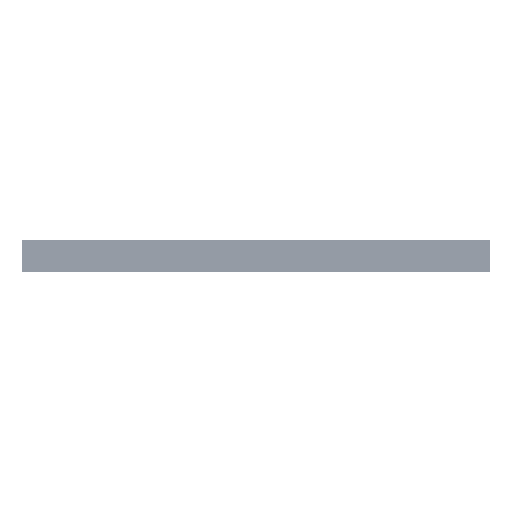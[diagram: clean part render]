
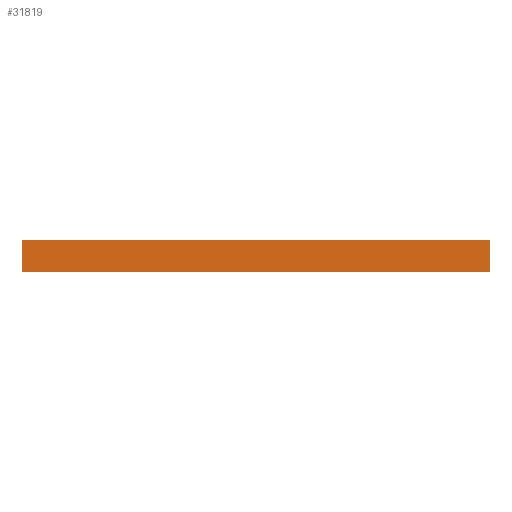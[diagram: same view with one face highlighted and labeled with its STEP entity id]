
A CAD part, left-side view. The second image highlights one B-rep face of the part: STEP entity #31819.
In plain terms, the highlighted planar face has unit normal (-1, 0, 0).
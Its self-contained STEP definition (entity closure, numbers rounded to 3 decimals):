
#2774=PLANE('',#35969);
#4160=FACE_OUTER_BOUND('',#6921,.T.);
#6921=EDGE_LOOP('',(#27670,#27671,#27672,#27673));
#9688=LINE('',#53926,#11087);
#9696=LINE('',#53941,#11095);
#9697=LINE('',#53943,#11096);
#9698=LINE('',#53944,#11097);
#11087=VECTOR('',#45624,10.);
#11095=VECTOR('',#45636,10.);
#11096=VECTOR('',#45639,10.);
#11097=VECTOR('',#45640,10.);
#16606=VERTEX_POINT('',#53922);
#16608=VERTEX_POINT('',#53925);
#16612=VERTEX_POINT('',#53937);
#16613=VERTEX_POINT('',#53939);
#20752=EDGE_CURVE('',#16606,#16608,#9688,.T.);
#20760=EDGE_CURVE('',#16612,#16613,#9696,.T.);
#20761=EDGE_CURVE('',#16612,#16606,#9697,.T.);
#20762=EDGE_CURVE('',#16608,#16613,#9698,.T.);
#27670=ORIENTED_EDGE('',*,*,#20761,.F.);
#27671=ORIENTED_EDGE('',*,*,#20760,.T.);
#27672=ORIENTED_EDGE('',*,*,#20762,.F.);
#27673=ORIENTED_EDGE('',*,*,#20752,.F.);
#31819=ADVANCED_FACE('',(#4160),#2774,.T.);
#35969=AXIS2_PLACEMENT_3D('',#53942,#45637,#45638);
#45624=DIRECTION('',(0.,0.,-1.));
#45636=DIRECTION('',(0.,0.,-1.));
#45637=DIRECTION('center_axis',(-1.,0.,0.));
#45638=DIRECTION('ref_axis',(0.,1.,0.));
#45639=DIRECTION('',(0.,-1.,0.));
#45640=DIRECTION('',(0.,1.,0.));
#53922=CARTESIAN_POINT('',(0.,0.,0.));
#53925=CARTESIAN_POINT('',(0.,0.,-20.));
#53926=CARTESIAN_POINT('',(0.,0.,0.));
#53937=CARTESIAN_POINT('',(0.,300.,0.));
#53939=CARTESIAN_POINT('',(0.,300.,-20.));
#53941=CARTESIAN_POINT('',(0.,300.,0.));
#53942=CARTESIAN_POINT('Origin',(0.,0.,0.));
#53943=CARTESIAN_POINT('',(0.,300.,0.));
#53944=CARTESIAN_POINT('',(0.,300.,-20.));
